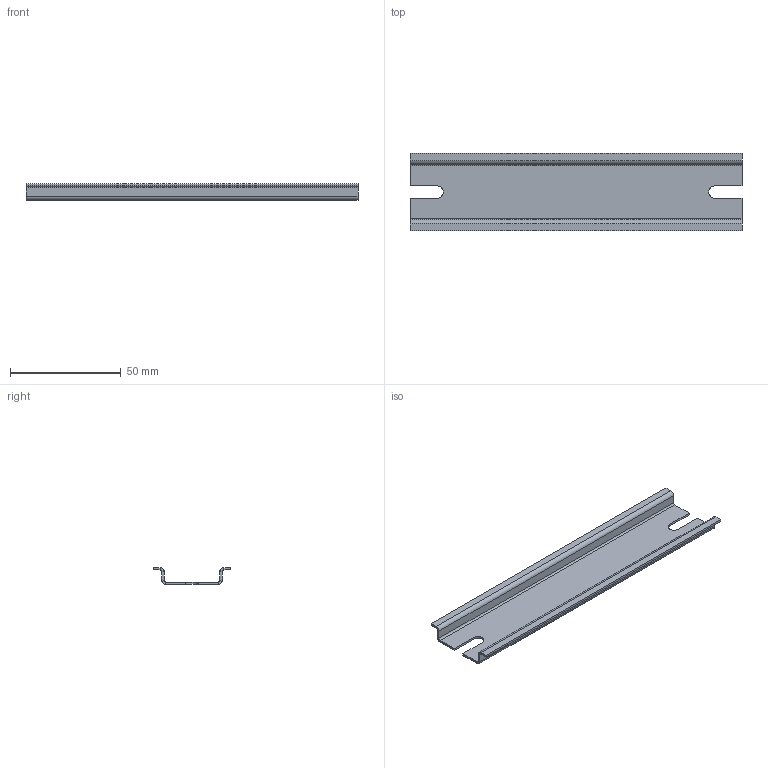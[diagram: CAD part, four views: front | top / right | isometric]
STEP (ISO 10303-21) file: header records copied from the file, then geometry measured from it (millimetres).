
FILE_DESCRIPTION(('CATIA V5R24 STEP','CAx-IF Rec.Pracs.--- Model Styling and Organization---1.2---2011-12-15'),'2;1');
FILE_NAME ('D1452837_0_1567660000_1567660000.stp','2018-06-06T08:27:05+00:00',('none'),('Weidmueller'),'CATIA Version 5-6 Release 2014 SP4 HF52','CATIA V5 STEP AP214','none');
FILE_SCHEMA(('AUTOMOTIVE_DESIGN { 1 0 10303 214 1 1 1 1 }'));
Length unit declared in the file: millimetre
Products named in the file (1): 1567660000
Bounding box: 150 x 35 x 7.5 mm (x, y, z)
Volume: 6706.7 mm3; surface area: 13860.2 mm2
Topology: 1 solids, 1 shells, 46 faces, 100 edges, 56 vertices
Faces by surface type: plane 36, cylinder 10
Entity records: 1169 total; most frequent: ORIENTED_EDGE 200, CARTESIAN_POINT 195, DIRECTION 176, EDGE_CURVE 100, VECTOR 80, LINE 80, AXIS2_PLACEMENT_3D 59, VERTEX_POINT 56
